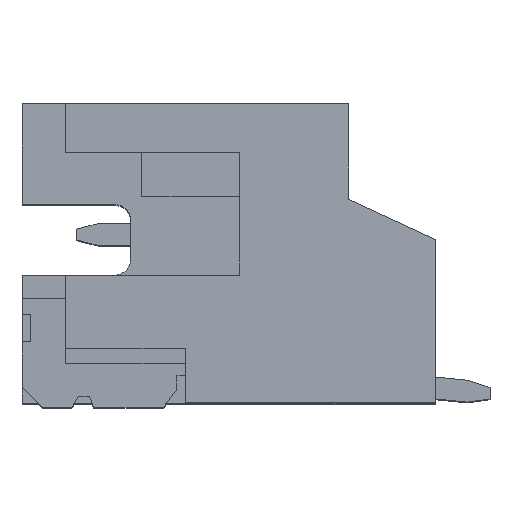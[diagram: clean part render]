
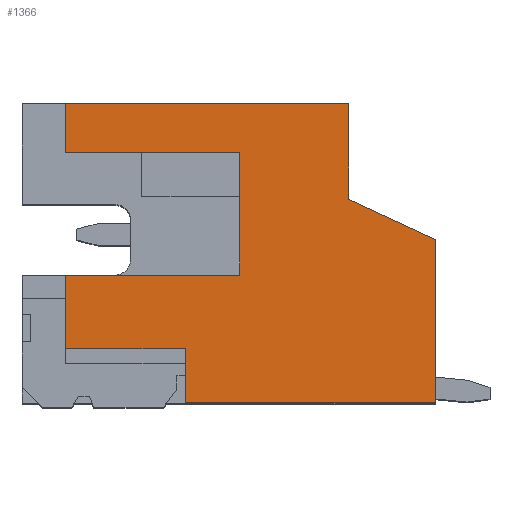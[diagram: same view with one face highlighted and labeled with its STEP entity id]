
A CAD part, top view. The second image highlights one B-rep face of the part: STEP entity #1366.
In plain terms, the highlighted planar face has unit normal (0, 0, 1).
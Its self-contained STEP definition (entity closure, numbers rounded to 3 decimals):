
#163 = VERTEX_POINT ( 'NONE', #6345 ) ;
#224 = CARTESIAN_POINT ( 'NONE',  ( 3.2, 0.994, 13.9 ) ) ;
#230 = EDGE_CURVE ( 'NONE', #4638, #7257, #9996, .T. ) ;
#382 = CARTESIAN_POINT ( 'NONE',  ( 4.8, -2.75, 13.9 ) ) ;
#389 = CARTESIAN_POINT ( 'NONE',  ( 4.8, 0.25, 13.9 ) ) ;
#417 = LINE ( 'NONE', #1889, #2206 ) ;
#443 = ORIENTED_EDGE ( 'NONE', *, *, #8242, .T. ) ;
#453 = FACE_OUTER_BOUND ( 'NONE', #6955, .T. ) ;
#506 = DIRECTION ( 'NONE',  ( 0., 1., 0. ) ) ;
#589 = VERTEX_POINT ( 'NONE', #4221 ) ;
#593 = VECTOR ( 'NONE', #992, 1000. ) ;
#992 = DIRECTION ( 'NONE',  ( -1., 0., 0. ) ) ;
#1035 = ORIENTED_EDGE ( 'NONE', *, *, #3270, .T. ) ;
#1043 = ORIENTED_EDGE ( 'NONE', *, *, #4986, .T. ) ;
#1069 = CARTESIAN_POINT ( 'NONE',  ( 1.2, 1.85, 13.9 ) ) ;
#1366 = ADVANCED_FACE ( 'NONE', ( #453 ), #2580, .T. ) ;
#1367 = LINE ( 'NONE', #382, #10360 ) ;
#1413 = EDGE_CURVE ( 'NONE', #4011, #4638, #4556, .T. ) ;
#1661 = EDGE_CURVE ( 'NONE', #6916, #7456, #8618, .T. ) ;
#1702 = DIRECTION ( 'NONE',  ( 1., 0., 0. ) ) ;
#1889 = CARTESIAN_POINT ( 'NONE',  ( 2.8, -2.75, 13.9 ) ) ;
#2017 = CARTESIAN_POINT ( 'NONE',  ( 0.2, -1.75, 13.9 ) ) ;
#2089 = DIRECTION ( 'NONE',  ( -0.907, 0.422, 0. ) ) ;
#2127 = DIRECTION ( 'NONE',  ( -1., 0., 0. ) ) ;
#2206 = VECTOR ( 'NONE', #8807, 1000. ) ;
#2580 = PLANE ( 'NONE',  #2625 ) ;
#2617 = DIRECTION ( 'NONE',  ( -1., 0., 0. ) ) ;
#2625 = AXIS2_PLACEMENT_3D ( 'NONE', #3412, #6918, #1702 ) ;
#2656 = DIRECTION ( 'NONE',  ( -1., 0., 0. ) ) ;
#2920 = DIRECTION ( 'NONE',  ( 0., -1., 0. ) ) ;
#2929 = VERTEX_POINT ( 'NONE', #9459 ) ;
#2962 = CARTESIAN_POINT ( 'NONE',  ( -2., 2.75, 13.9 ) ) ;
#2970 = DIRECTION ( 'NONE',  ( 0., -1., 0. ) ) ;
#3270 = EDGE_CURVE ( 'NONE', #5707, #163, #1367, .T. ) ;
#3319 = CARTESIAN_POINT ( 'NONE',  ( -2., 1.85, 13.9 ) ) ;
#3412 = CARTESIAN_POINT ( 'NONE',  ( 0., 0., 13.9 ) ) ;
#3467 = VECTOR ( 'NONE', #2617, 1000. ) ;
#3606 = ORIENTED_EDGE ( 'NONE', *, *, #9283, .F. ) ;
#4011 = VERTEX_POINT ( 'NONE', #8467 ) ;
#4109 = CARTESIAN_POINT ( 'NONE',  ( 1.2, 1.85, 13.9 ) ) ;
#4188 = EDGE_CURVE ( 'NONE', #10984, #7456, #8824, .T. ) ;
#4221 = CARTESIAN_POINT ( 'NONE',  ( 1.2, -0.4, 13.9 ) ) ;
#4281 = CARTESIAN_POINT ( 'NONE',  ( 4.8, -2.75, 13.9 ) ) ;
#4364 = CARTESIAN_POINT ( 'NONE',  ( -2., -0.4, 13.9 ) ) ;
#4377 = ORIENTED_EDGE ( 'NONE', *, *, #4188, .T. ) ;
#4503 = VERTEX_POINT ( 'NONE', #4109 ) ;
#4556 = LINE ( 'NONE', #5208, #3467 ) ;
#4599 = VECTOR ( 'NONE', #8306, 1000. ) ;
#4638 = VERTEX_POINT ( 'NONE', #9434 ) ;
#4686 = LINE ( 'NONE', #1069, #593 ) ;
#4986 = EDGE_CURVE ( 'NONE', #4503, #589, #5834, .T. ) ;
#5081 = ORIENTED_EDGE ( 'NONE', *, *, #230, .T. ) ;
#5208 = CARTESIAN_POINT ( 'NONE',  ( 2.8, 2.75, 13.9 ) ) ;
#5468 = LINE ( 'NONE', #6232, #10922 ) ;
#5707 = VERTEX_POINT ( 'NONE', #4281 ) ;
#5763 = ORIENTED_EDGE ( 'NONE', *, *, #5998, .F. ) ;
#5834 = LINE ( 'NONE', #9965, #4599 ) ;
#5998 = EDGE_CURVE ( 'NONE', #4011, #8609, #9863, .T. ) ;
#6232 = CARTESIAN_POINT ( 'NONE',  ( 1.2, -0.4, 13.9 ) ) ;
#6273 = ORIENTED_EDGE ( 'NONE', *, *, #6652, .T. ) ;
#6345 = CARTESIAN_POINT ( 'NONE',  ( 4.8, 0.25, 13.9 ) ) ;
#6377 = CARTESIAN_POINT ( 'NONE',  ( 0.2, -1.75, 13.9 ) ) ;
#6652 = EDGE_CURVE ( 'NONE', #2929, #5707, #417, .T. ) ;
#6682 = EDGE_CURVE ( 'NONE', #589, #10984, #5468, .T. ) ;
#6813 = ORIENTED_EDGE ( 'NONE', *, *, #6682, .T. ) ;
#6916 = VERTEX_POINT ( 'NONE', #10618 ) ;
#6918 = DIRECTION ( 'NONE',  ( 0., 0., 1. ) ) ;
#6955 = EDGE_LOOP ( 'NONE', ( #443, #5763, #11107, #5081, #3606, #1043, #6813, #4377, #11315, #8627, #6273, #1035 ) ) ;
#7156 = VECTOR ( 'NONE', #2089, 1000. ) ;
#7257 = VERTEX_POINT ( 'NONE', #3319 ) ;
#7330 = VECTOR ( 'NONE', #10531, 1000. ) ;
#7456 = VERTEX_POINT ( 'NONE', #8632 ) ;
#8021 = DIRECTION ( 'NONE',  ( 0., -1., 0. ) ) ;
#8033 = LINE ( 'NONE', #2017, #10517 ) ;
#8242 = EDGE_CURVE ( 'NONE', #163, #8609, #10991, .T. ) ;
#8306 = DIRECTION ( 'NONE',  ( 0., -1., 0. ) ) ;
#8467 = CARTESIAN_POINT ( 'NONE',  ( 3.2, 2.75, 13.9 ) ) ;
#8609 = VERTEX_POINT ( 'NONE', #224 ) ;
#8618 = LINE ( 'NONE', #6377, #11253 ) ;
#8627 = ORIENTED_EDGE ( 'NONE', *, *, #10669, .T. ) ;
#8632 = CARTESIAN_POINT ( 'NONE',  ( -2., -1.75, 13.9 ) ) ;
#8756 = CARTESIAN_POINT ( 'NONE',  ( -2., -0.4, 13.9 ) ) ;
#8807 = DIRECTION ( 'NONE',  ( 1., 0., 0. ) ) ;
#8824 = LINE ( 'NONE', #8756, #7330 ) ;
#9034 = VECTOR ( 'NONE', #8021, 1000. ) ;
#9170 = VECTOR ( 'NONE', #2920, 1000. ) ;
#9283 = EDGE_CURVE ( 'NONE', #4503, #7257, #4686, .T. ) ;
#9434 = CARTESIAN_POINT ( 'NONE',  ( -2., 2.75, 13.9 ) ) ;
#9459 = CARTESIAN_POINT ( 'NONE',  ( 0.2, -2.75, 13.9 ) ) ;
#9863 = LINE ( 'NONE', #9906, #9034 ) ;
#9906 = CARTESIAN_POINT ( 'NONE',  ( 3.2, 2.75, 13.9 ) ) ;
#9965 = CARTESIAN_POINT ( 'NONE',  ( 1.2, 1.85, 13.9 ) ) ;
#9996 = LINE ( 'NONE', #2962, #9170 ) ;
#10360 = VECTOR ( 'NONE', #506, 1000. ) ;
#10517 = VECTOR ( 'NONE', #2970, 1000. ) ;
#10531 = DIRECTION ( 'NONE',  ( 0., -1., 0. ) ) ;
#10618 = CARTESIAN_POINT ( 'NONE',  ( 0.2, -1.75, 13.9 ) ) ;
#10669 = EDGE_CURVE ( 'NONE', #6916, #2929, #8033, .T. ) ;
#10922 = VECTOR ( 'NONE', #2656, 1000. ) ;
#10984 = VERTEX_POINT ( 'NONE', #4364 ) ;
#10991 = LINE ( 'NONE', #389, #7156 ) ;
#11107 = ORIENTED_EDGE ( 'NONE', *, *, #1413, .T. ) ;
#11253 = VECTOR ( 'NONE', #2127, 1000. ) ;
#11315 = ORIENTED_EDGE ( 'NONE', *, *, #1661, .F. ) ;
